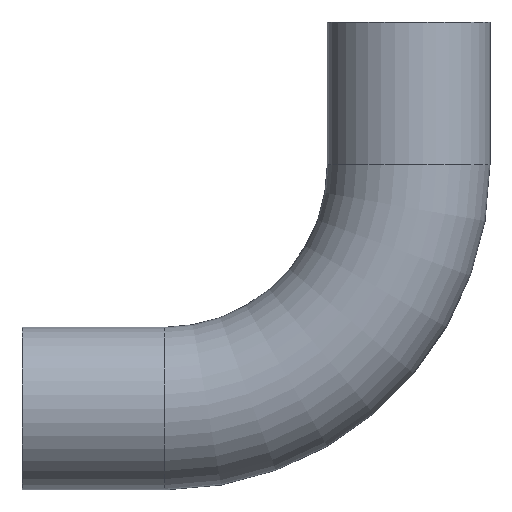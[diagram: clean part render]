
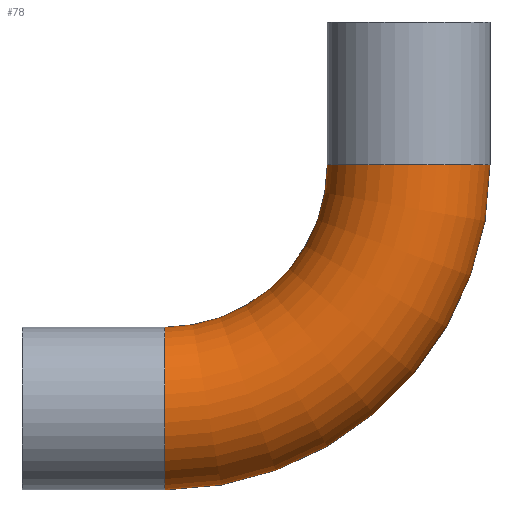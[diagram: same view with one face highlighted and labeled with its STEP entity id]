
A CAD part, front view. The second image highlights one B-rep face of the part: STEP entity #78.
In plain terms, the highlighted toroidal (fillet/blend) face has major radius 76.2 mm and minor radius 25.4 mm.
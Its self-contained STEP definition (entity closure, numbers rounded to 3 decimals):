
#23 = VERTEX_POINT ( 'NONE', #284 ) ;
#35 = CARTESIAN_POINT ( 'NONE',  ( 101.6, 0., 0. ) ) ;
#58 = EDGE_CURVE ( 'NONE', #23, #108, #301, .T. ) ;
#63 = AXIS2_PLACEMENT_3D ( 'NONE', #383, #95, #248 ) ;
#71 = EDGE_LOOP ( 'NONE', ( #93, #250, #73, #115 ) ) ;
#73 = ORIENTED_EDGE ( 'NONE', *, *, #384, .F. ) ;
#78 = ADVANCED_FACE ( 'NONE', ( #221 ), #400, .T. ) ;
#87 = DIRECTION ( 'NONE',  ( 1., 0., 0. ) ) ;
#90 = EDGE_CURVE ( 'NONE', #241, #411, #109, .T. ) ;
#93 = ORIENTED_EDGE ( 'NONE', *, *, #256, .F. ) ;
#95 = DIRECTION ( 'NONE',  ( 0., -1., 0. ) ) ;
#96 = DIRECTION ( 'NONE',  ( 0., -1., 0. ) ) ;
#100 = DIRECTION ( 'NONE',  ( 0., 0., -1. ) ) ;
#108 = VERTEX_POINT ( 'NONE', #35 ) ;
#109 = CIRCLE ( 'NONE', #229, 50.8 ) ;
#115 = ORIENTED_EDGE ( 'NONE', *, *, #90, .F. ) ;
#130 = DIRECTION ( 'NONE',  ( -1., 0., 0. ) ) ;
#149 = AXIS2_PLACEMENT_3D ( 'NONE', #236, #406, #87 ) ;
#165 = CARTESIAN_POINT ( 'NONE',  ( 0., 0., -50.8 ) ) ;
#178 = CIRCLE ( 'NONE', #359, 25.4 ) ;
#180 = DIRECTION ( 'NONE',  ( 0., 0., -1. ) ) ;
#206 = CARTESIAN_POINT ( 'NONE',  ( 50.8, 0., 0. ) ) ;
#212 = DIRECTION ( 'NONE',  ( 0., -1., 0. ) ) ;
#221 = FACE_OUTER_BOUND ( 'NONE', #71, .T. ) ;
#229 = AXIS2_PLACEMENT_3D ( 'NONE', #322, #212, #180 ) ;
#231 = CARTESIAN_POINT ( 'NONE',  ( 0., 0., -76.2 ) ) ;
#236 = CARTESIAN_POINT ( 'NONE',  ( 76.2, 0., 0. ) ) ;
#241 = VERTEX_POINT ( 'NONE', #165 ) ;
#248 = DIRECTION ( 'NONE',  ( 0., 0., -1. ) ) ;
#250 = ORIENTED_EDGE ( 'NONE', *, *, #58, .T. ) ;
#256 = EDGE_CURVE ( 'NONE', #23, #241, #178, .T. ) ;
#282 = CIRCLE ( 'NONE', #149, 25.4 ) ;
#284 = CARTESIAN_POINT ( 'NONE',  ( 0., 0., -101.6 ) ) ;
#301 = CIRCLE ( 'NONE', #326, 101.6 ) ;
#316 = CARTESIAN_POINT ( 'NONE',  ( 0., 0., 0. ) ) ;
#322 = CARTESIAN_POINT ( 'NONE',  ( 0., 0., 0. ) ) ;
#326 = AXIS2_PLACEMENT_3D ( 'NONE', #316, #96, #100 ) ;
#359 = AXIS2_PLACEMENT_3D ( 'NONE', #231, #130, #402 ) ;
#383 = CARTESIAN_POINT ( 'NONE',  ( 0., 0., 0. ) ) ;
#384 = EDGE_CURVE ( 'NONE', #411, #108, #282, .T. ) ;
#400 = TOROIDAL_SURFACE ( 'NONE', #63, 76.2, 25.4 ) ;
#402 = DIRECTION ( 'NONE',  ( 0., 0., 1. ) ) ;
#406 = DIRECTION ( 'NONE',  ( 0., 0., 1. ) ) ;
#411 = VERTEX_POINT ( 'NONE', #206 ) ;
